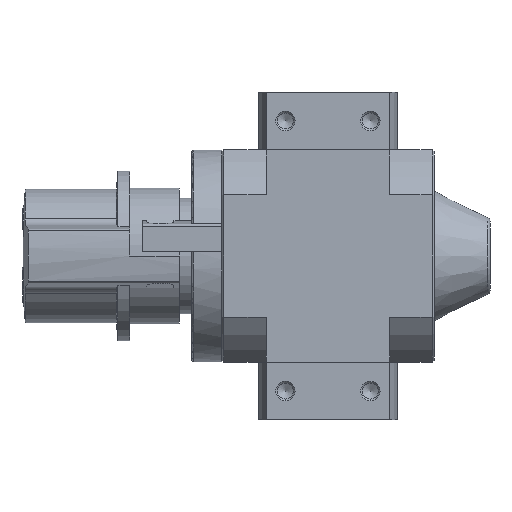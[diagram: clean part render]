
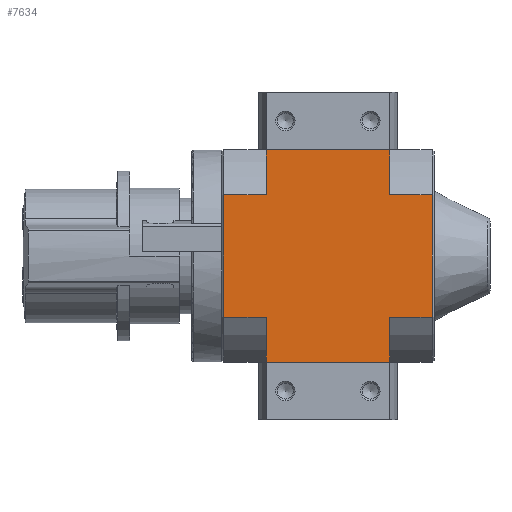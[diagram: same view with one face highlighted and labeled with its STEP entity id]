
A CAD part, left-side view. The second image highlights one B-rep face of the part: STEP entity #7634.
In plain terms, the highlighted face is planar.
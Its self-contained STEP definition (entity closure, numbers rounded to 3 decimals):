
#383=LINE('',#11173,#828);
#430=LINE('',#11369,#875);
#438=LINE('',#11384,#883);
#439=LINE('',#11387,#884);
#440=LINE('',#11389,#885);
#441=LINE('',#11390,#886);
#442=LINE('',#11392,#887);
#443=LINE('',#11394,#888);
#444=LINE('',#11396,#889);
#445=LINE('',#11398,#890);
#446=LINE('',#11399,#891);
#447=LINE('',#11401,#892);
#828=VECTOR('',#9126,1000.);
#875=VECTOR('',#9265,1000.);
#883=VECTOR('',#9275,1000.);
#884=VECTOR('',#9276,1000.);
#885=VECTOR('',#9277,1000.);
#886=VECTOR('',#9278,1000.);
#887=VECTOR('',#9279,1000.);
#888=VECTOR('',#9280,1000.);
#889=VECTOR('',#9281,1000.);
#890=VECTOR('',#9282,1000.);
#891=VECTOR('',#9283,1000.);
#892=VECTOR('',#9284,1000.);
#1572=ORIENTED_EDGE('',*,*,#3178,.T.);
#1573=ORIENTED_EDGE('',*,*,#3179,.F.);
#1574=ORIENTED_EDGE('',*,*,#3180,.T.);
#1575=ORIENTED_EDGE('',*,*,#3088,.T.);
#1576=ORIENTED_EDGE('',*,*,#3181,.F.);
#1577=ORIENTED_EDGE('',*,*,#3182,.T.);
#1578=ORIENTED_EDGE('',*,*,#3183,.F.);
#1579=ORIENTED_EDGE('',*,*,#3184,.T.);
#1580=ORIENTED_EDGE('',*,*,#3185,.F.);
#1581=ORIENTED_EDGE('',*,*,#3170,.T.);
#1582=ORIENTED_EDGE('',*,*,#3186,.T.);
#1583=ORIENTED_EDGE('',*,*,#3187,.F.);
#3088=EDGE_CURVE('',#3891,#3890,#383,.T.);
#3170=EDGE_CURVE('',#3962,#3961,#430,.T.);
#3178=EDGE_CURVE('',#3968,#3969,#438,.T.);
#3179=EDGE_CURVE('',#3970,#3969,#439,.F.);
#3180=EDGE_CURVE('',#3970,#3891,#440,.T.);
#3181=EDGE_CURVE('',#3971,#3890,#441,.T.);
#3182=EDGE_CURVE('',#3971,#3972,#442,.F.);
#3183=EDGE_CURVE('',#3973,#3972,#443,.T.);
#3184=EDGE_CURVE('',#3973,#3974,#444,.T.);
#3185=EDGE_CURVE('',#3962,#3974,#445,.T.);
#3186=EDGE_CURVE('',#3961,#3975,#446,.T.);
#3187=EDGE_CURVE('',#3968,#3975,#447,.T.);
#3890=VERTEX_POINT('',#11172);
#3891=VERTEX_POINT('',#11174);
#3961=VERTEX_POINT('',#11368);
#3962=VERTEX_POINT('',#11370);
#3968=VERTEX_POINT('',#11385);
#3969=VERTEX_POINT('',#11386);
#3970=VERTEX_POINT('',#11388);
#3971=VERTEX_POINT('',#11391);
#3972=VERTEX_POINT('',#11393);
#3973=VERTEX_POINT('',#11395);
#3974=VERTEX_POINT('',#11397);
#3975=VERTEX_POINT('',#11400);
#4771=EDGE_LOOP('',(#1572,#1573,#1574,#1575,#1576,#1577,#1578,#1579,#1580,
#1581,#1582,#1583));
#5282=FACE_BOUND('',#4771,.T.);
#5764=PLANE('',#8162);
#7634=ADVANCED_FACE('',(#5282),#5764,.T.);
#8162=AXIS2_PLACEMENT_3D('',#11383,#9273,#9274);
#9126=DIRECTION('',(0.,-1.,0.));
#9265=DIRECTION('',(0.,1.,0.));
#9273=DIRECTION('',(0.,0.,1.));
#9274=DIRECTION('',(1.,0.,0.));
#9275=DIRECTION('',(-1.,0.,0.));
#9276=DIRECTION('',(0.,-1.,0.));
#9277=DIRECTION('',(-1.,0.,0.));
#9278=DIRECTION('',(-1.,0.,0.));
#9279=DIRECTION('',(0.,1.,0.));
#9280=DIRECTION('',(-1.,0.,0.));
#9281=DIRECTION('',(0.,1.,0.));
#9282=DIRECTION('',(-1.,0.,0.));
#9283=DIRECTION('',(-1.,0.,0.));
#9284=DIRECTION('',(0.,-1.,0.));
#11172=CARTESIAN_POINT('',(-27.5,-16.,27.5));
#11173=CARTESIAN_POINT('',(-27.5,27.,27.5));
#11174=CARTESIAN_POINT('',(-27.5,16.,27.5));
#11368=CARTESIAN_POINT('',(27.5,16.,27.5));
#11369=CARTESIAN_POINT('',(27.5,-27.,27.5));
#11370=CARTESIAN_POINT('',(27.5,-16.,27.5));
#11383=CARTESIAN_POINT('',(0.,0.,27.5));
#11384=CARTESIAN_POINT('',(33.,27.,27.5));
#11385=CARTESIAN_POINT('',(15.869,27.,27.5));
#11386=CARTESIAN_POINT('',(-15.869,27.,27.5));
#11387=CARTESIAN_POINT('',(-15.869,33.,27.5));
#11388=CARTESIAN_POINT('',(-15.869,16.,27.5));
#11389=CARTESIAN_POINT('',(0.,16.,27.5));
#11390=CARTESIAN_POINT('',(0.,-16.,27.5));
#11391=CARTESIAN_POINT('',(-15.869,-16.,27.5));
#11392=CARTESIAN_POINT('',(-15.869,-33.,27.5));
#11393=CARTESIAN_POINT('',(-15.869,-27.,27.5));
#11394=CARTESIAN_POINT('',(33.,-27.,27.5));
#11395=CARTESIAN_POINT('',(15.869,-27.,27.5));
#11396=CARTESIAN_POINT('',(15.869,-33.,27.5));
#11397=CARTESIAN_POINT('',(15.869,-16.,27.5));
#11398=CARTESIAN_POINT('',(0.,-16.,27.5));
#11399=CARTESIAN_POINT('',(0.,16.,27.5));
#11400=CARTESIAN_POINT('',(15.869,16.,27.5));
#11401=CARTESIAN_POINT('',(15.869,33.,27.5));
